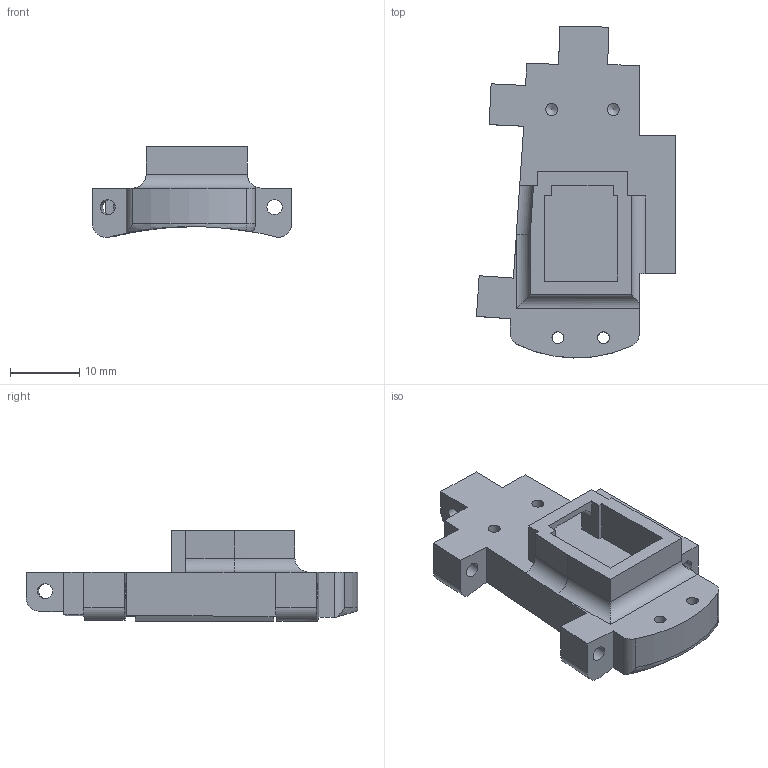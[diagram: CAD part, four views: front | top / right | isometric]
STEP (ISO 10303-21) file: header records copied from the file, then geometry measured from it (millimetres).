
FILE_DESCRIPTION(/* description */ (''),/* implementation_level */ '2;1');
FILE_NAME(/* name */ 'BraceletPOTV3.ipt.stp',/* time_stamp */ '2021-06-20T10:01:25-05:00',/* author */ ('svale'),/* organization */ (''),/* preprocessor_version */ 'ST-DEVELOPER v18.1',/* originating_system */ 'Autodesk Inventor 2021',/* authorisation */ '');
FILE_SCHEMA (('AUTOMOTIVE_DESIGN { 1 0 10303 214 3 1 1 }'));
Length unit declared in the file: millimetre
Products named in the file (1): BraceletPOTV3
Bounding box: 28.78 x 47.97 x 13.12 mm (x, y, z)
Volume: 5974.6 mm3; surface area: 3777.1 mm2
Topology: 1 solids, 1 shells, 69 faces, 211 edges, 148 vertices
Faces by surface type: plane 41, cylinder 22, cone 2, bspline 2, sphere 1, torus 1
Full cylindrical faces by diameter (mm): 1.713 x4, 2.2 x4
Entity records: 2650 total; most frequent: CARTESIAN_POINT 686, ORIENTED_EDGE 408, DIRECTION 383, EDGE_CURVE 204, VERTEX_POINT 138, AXIS2_PLACEMENT_3D 130, LINE 123, VECTOR 123
